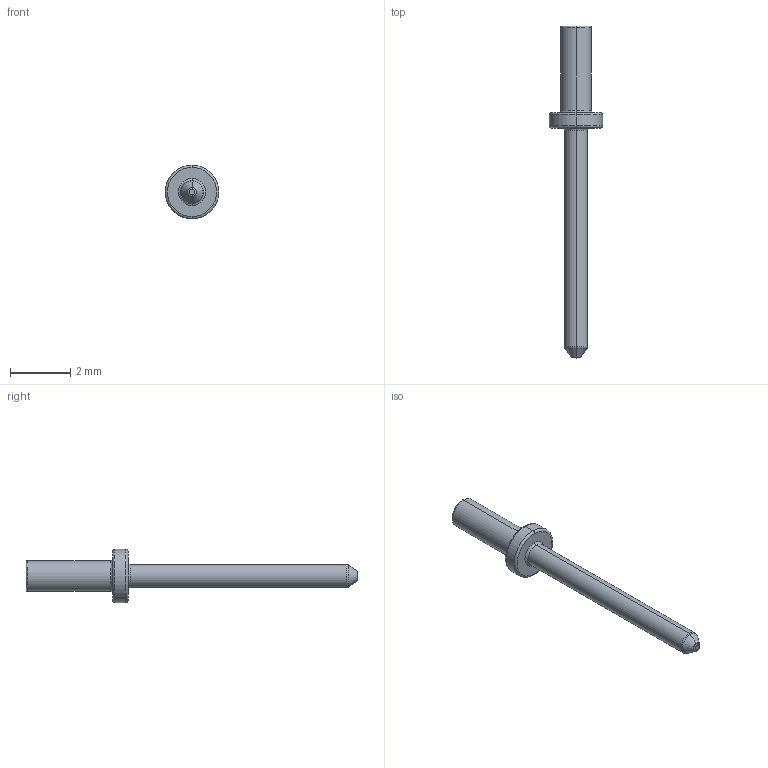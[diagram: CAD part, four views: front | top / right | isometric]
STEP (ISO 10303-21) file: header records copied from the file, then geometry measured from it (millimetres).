
FILE_DESCRIPTION (( 'STEP AP214' ), '1' );
FILE_NAME ('3111-3-00-15-00-00-08-0.STEP', '2018-12-18T19:27:09', ( '' ), ( '' ), 'SwSTEP 2.0', 'SolidWorks 2014', '' );
FILE_SCHEMA (( 'AUTOMOTIVE_DESIGN' ));
Length unit declared in the file: millimetre
Products named in the file (1): 3111-3-00-15-00-00-08-0
Bounding box: 1.78 x 11 x 1.78 mm (x, y, z)
Volume: 6.6 mm3; surface area: 36.1 mm2
Topology: 1 solids, 1 shells, 32 faces, 64 edges, 35 vertices
Faces by surface type: torus 16, cylinder 8, cone 4, plane 4
Entity records: 858 total; most frequent: DIRECTION 178, CARTESIAN_POINT 130, ORIENTED_EDGE 124, AXIS2_PLACEMENT_3D 83, EDGE_CURVE 62, CIRCLE 50, EDGE_LOOP 35, VERTEX_POINT 35
